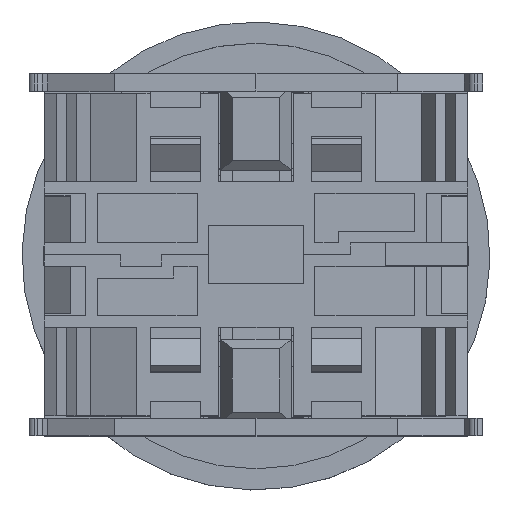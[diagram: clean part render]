
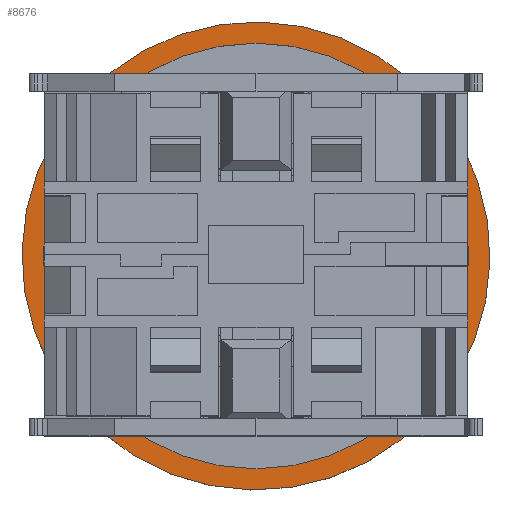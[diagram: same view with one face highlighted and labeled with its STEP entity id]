
A CAD part, top view. The second image highlights one B-rep face of the part: STEP entity #8676.
In plain terms, the highlighted face is planar.
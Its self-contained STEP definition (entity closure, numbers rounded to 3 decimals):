
#8615=CARTESIAN_POINT('Vertex',(-18.1,0.,0.)) ;
#8618=CARTESIAN_POINT('Axis2P3D Location',(0.,0.,0.)) ;
#8622=CARTESIAN_POINT('Vertex',(18.1,0.,0.)) ;
#8637=CARTESIAN_POINT('Axis2P3D Location',(0.,0.,0.)) ;
#8649=CARTESIAN_POINT('Axis2P3D Location',(19.9,0.,0.)) ;
#8654=CARTESIAN_POINT('Axis2P3D Location',(0.,0.,0.)) ;
#8658=CARTESIAN_POINT('Vertex',(17.464,0.,9.541)) ;
#8660=CARTESIAN_POINT('Vertex',(-17.464,0.,-9.541)) ;
#8663=CARTESIAN_POINT('Axis2P3D Location',(0.,0.,0.)) ;
#8619=DIRECTION('Axis2P3D Direction',(0.,-1.,0.)) ;
#8638=DIRECTION('Axis2P3D Direction',(0.,-1.,0.)) ;
#8650=DIRECTION('Axis2P3D Direction',(0.,-1.,0.)) ;
#8651=DIRECTION('Axis2P3D XDirection',(1.,0.,0.)) ;
#8655=DIRECTION('Axis2P3D Direction',(0.,-1.,0.)) ;
#8664=DIRECTION('Axis2P3D Direction',(0.,-1.,0.)) ;
#8620=AXIS2_PLACEMENT_3D('Circle Axis2P3D',#8618,#8619,$) ;
#8639=AXIS2_PLACEMENT_3D('Circle Axis2P3D',#8637,#8638,$) ;
#8652=AXIS2_PLACEMENT_3D('Plane Axis2P3D',#8649,#8650,#8651) ;
#8656=AXIS2_PLACEMENT_3D('Circle Axis2P3D',#8654,#8655,$) ;
#8665=AXIS2_PLACEMENT_3D('Circle Axis2P3D',#8663,#8664,$) ;
#8669=ORIENTED_EDGE('',*,*,#8662,.T.) ;
#8670=ORIENTED_EDGE('',*,*,#8667,.T.) ;
#8673=ORIENTED_EDGE('',*,*,#8641,.F.) ;
#8674=ORIENTED_EDGE('',*,*,#8624,.F.) ;
#8675=FACE_BOUND('',#8672,.T.) ;
#8676=ADVANCED_FACE('Corps principal',(#8671,#8675),#8653,.T.) ;
#8621=CIRCLE('generated circle',#8620,18.1) ;
#8640=CIRCLE('generated circle',#8639,18.1) ;
#8657=CIRCLE('generated circle',#8656,19.9) ;
#8666=CIRCLE('generated circle',#8665,19.9) ;
#8624=EDGE_CURVE('',#8616,#8623,#8621,.T.) ;
#8641=EDGE_CURVE('',#8623,#8616,#8640,.T.) ;
#8662=EDGE_CURVE('',#8659,#8661,#8657,.T.) ;
#8667=EDGE_CURVE('',#8661,#8659,#8666,.T.) ;
#8668=EDGE_LOOP('',(#8669,#8670)) ;
#8672=EDGE_LOOP('',(#8673,#8674)) ;
#8671=FACE_OUTER_BOUND('',#8668,.T.) ;
#8653=PLANE('Plane',#8652) ;
#8616=VERTEX_POINT('',#8615) ;
#8623=VERTEX_POINT('',#8622) ;
#8659=VERTEX_POINT('',#8658) ;
#8661=VERTEX_POINT('',#8660) ;
